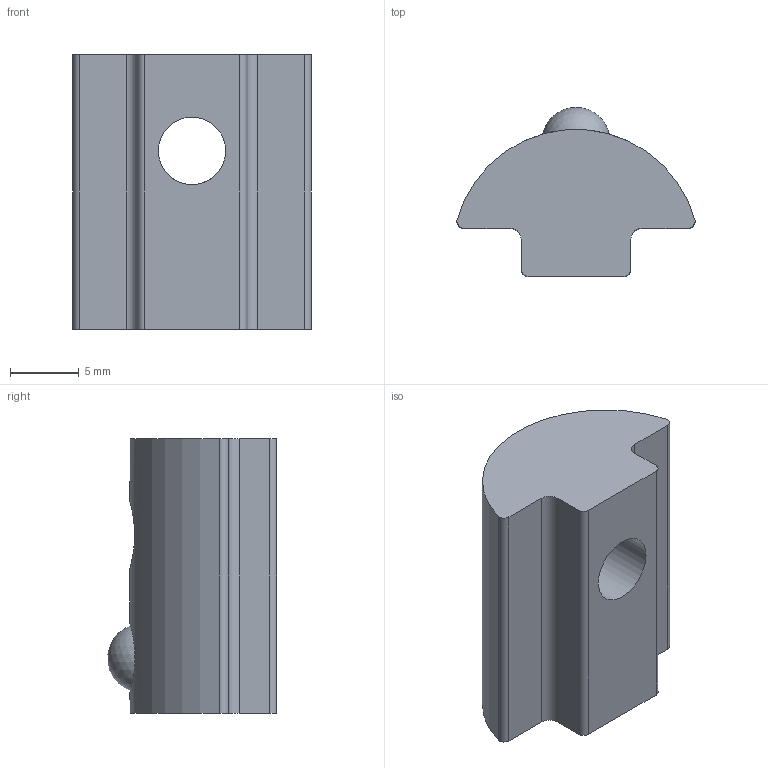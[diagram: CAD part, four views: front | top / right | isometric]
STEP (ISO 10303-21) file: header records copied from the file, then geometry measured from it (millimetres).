
FILE_DESCRIPTION(/* description */ ('GK Nutenstein einschiebbar'),/* implementation_level */ '2;1');
FILE_NAME(/* name */ 'SV2001V_A.stp',/* time_stamp */ '2015-11-30T11:20:01+01:00',/* author */ ('Marina Kaa'),/* organization */ (''),/* preprocessor_version */ 'ST-DEVELOPER v15.6',/* originating_system */ 'Autodesk Inventor 2015',/* authorisation */ '');
FILE_SCHEMA (('AUTOMOTIVE_DESIGN { 1 0 10303 214 3 1 1 }'));
Length unit declared in the file: millimetre
Products named in the file (4): ME1630103_A; MK2402100_A; MK5100000_A; SV2001V_A
Bounding box: 17.36 x 12.33 x 20 mm (x, y, z)
Volume: 2188.8 mm3; surface area: 1588.7 mm2
Topology: 3 solids, 3 shells, 21 faces, 52 edges, 35 vertices
Faces by surface type: cylinder 9, plane 9, cone 1, sphere 1, bspline 1
Full cylindrical faces by diameter (mm): 4.917 x1, 5.1 x1
Entity records: 1308 total; most frequent: CARTESIAN_POINT 731, DIRECTION 114, ORIENTED_EDGE 90, AXIS2_PLACEMENT_3D 46, EDGE_CURVE 45, VERTEX_POINT 33, EDGE_LOOP 26, LINE 22
